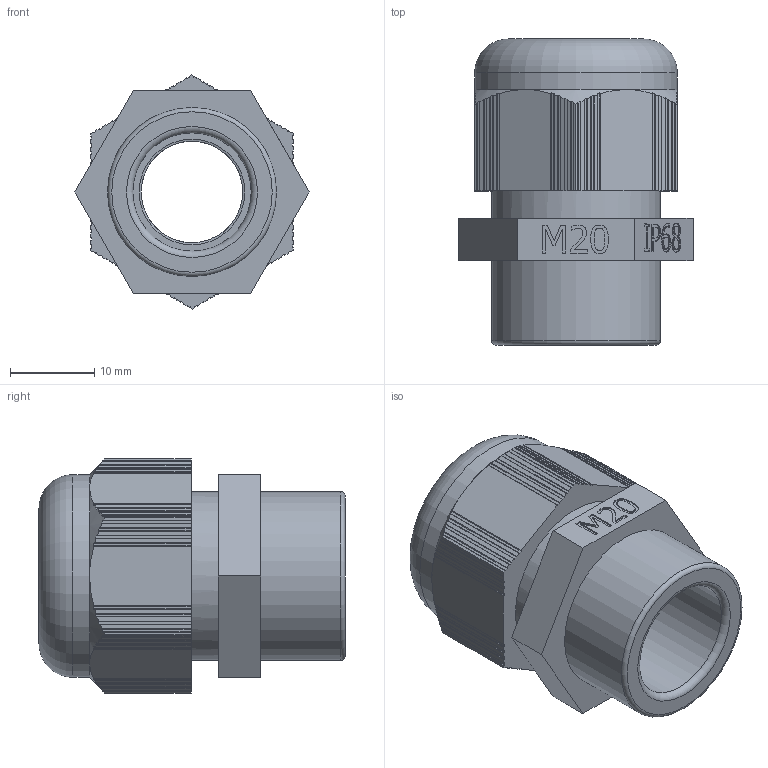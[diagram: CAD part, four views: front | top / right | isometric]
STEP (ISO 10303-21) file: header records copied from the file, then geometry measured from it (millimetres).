
FILE_DESCRIPTION(/* description */ (''),/* implementation_level */ '2;1');
FILE_NAME(/* name */ '5308_959.stp',/* time_stamp */ '2016-07-20T09:35:35-04:00',/* author */ ('CAD Station'),/* organization */ (''),/* preprocessor_version */ 'ST-DEVELOPER v16.1',/* originating_system */ 'Autodesk Inventor 2016',/* authorisation */ '');
FILE_SCHEMA (('AUTOMOTIVE_DESIGN { 1 0 10303 214 3 1 1 }'));
Length unit declared in the file: millimetre
Products named in the file (3): 5308_959_Inner; 5308_959_Top; 5308_959
Assembly tree (2 placements, depth 2):
  5308_959
    5308_959_Inner
    5308_959_Top
Bounding box: 27.71 x 36.23 x 27.71 mm (x, y, z)
Volume: 9640.2 mm3; surface area: 8320.1 mm2
Topology: 2 solids, 2 shells, 642 faces, 1853 edges, 1232 vertices
Faces by surface type: plane 282, bspline 234, cylinder 116, cone 6, torus 4
Full cylindrical faces by diameter (mm): 12 x1, 12.5 x1, 14 x1, 15.2 x1, 20 x3, 24 x1
Entity records: 25275 total; most frequent: CARTESIAN_POINT 10196, ORIENTED_EDGE 3676, DIRECTION 1968, EDGE_CURVE 1838, VERTEX_POINT 1229, LINE 790, VECTOR 790, B_SPLINE_CURVE_WITH_KNOTS 676
